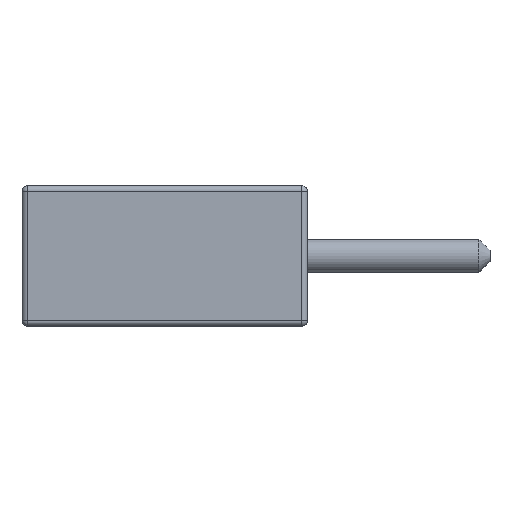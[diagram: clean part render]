
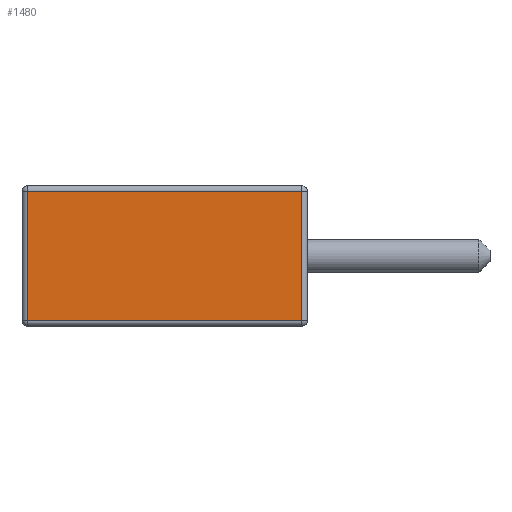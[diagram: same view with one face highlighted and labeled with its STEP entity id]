
A CAD part, left-side view. The second image highlights one B-rep face of the part: STEP entity #1480.
In plain terms, the highlighted planar face has unit normal (-1, 0, 0).
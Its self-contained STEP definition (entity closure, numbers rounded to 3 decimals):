
#53=PLANE('',#1653);
#171=FACE_OUTER_BOUND('',#270,.T.);
#270=EDGE_LOOP('',(#1241,#1242,#1243,#1244));
#307=LINE('',#2204,#429);
#380=LINE('',#2485,#502);
#382=LINE('',#2488,#504);
#386=LINE('',#2495,#508);
#429=VECTOR('',#1712,10.);
#502=VECTOR('',#2041,10.);
#504=VECTOR('',#2045,10.);
#508=VECTOR('',#2055,10.);
#630=VERTEX_POINT('',#2198);
#632=VERTEX_POINT('',#2202);
#707=VERTEX_POINT('',#2463);
#712=VERTEX_POINT('',#2478);
#751=EDGE_CURVE('',#632,#630,#307,.T.);
#892=EDGE_CURVE('',#707,#712,#380,.T.);
#894=EDGE_CURVE('',#712,#632,#382,.T.);
#898=EDGE_CURVE('',#630,#707,#386,.T.);
#1241=ORIENTED_EDGE('',*,*,#751,.F.);
#1242=ORIENTED_EDGE('',*,*,#894,.F.);
#1243=ORIENTED_EDGE('',*,*,#892,.F.);
#1244=ORIENTED_EDGE('',*,*,#898,.F.);
#1480=ADVANCED_FACE('',(#171),#53,.F.);
#1653=AXIS2_PLACEMENT_3D('',#2504,#2068,#2069);
#1712=DIRECTION('',(0.,1.,0.));
#2041=DIRECTION('',(0.,-1.,0.));
#2045=DIRECTION('',(0.,0.,-1.));
#2055=DIRECTION('',(0.,0.,1.));
#2068=DIRECTION('center_axis',(1.,0.,0.));
#2069=DIRECTION('ref_axis',(0.,-1.,0.));
#2198=CARTESIAN_POINT('',(-5.08,5.06,-2.44));
#2202=CARTESIAN_POINT('',(-5.08,0.1,-2.44));
#2204=CARTESIAN_POINT('',(-5.08,3.87,-2.44));
#2463=CARTESIAN_POINT('',(-5.08,5.06,-0.1));
#2478=CARTESIAN_POINT('',(-5.08,0.1,-0.1));
#2485=CARTESIAN_POINT('',(-5.08,3.87,-0.1));
#2488=CARTESIAN_POINT('',(-5.08,0.1,0.));
#2495=CARTESIAN_POINT('',(-5.08,5.06,0.));
#2504=CARTESIAN_POINT('Origin',(-5.08,5.16,0.));
